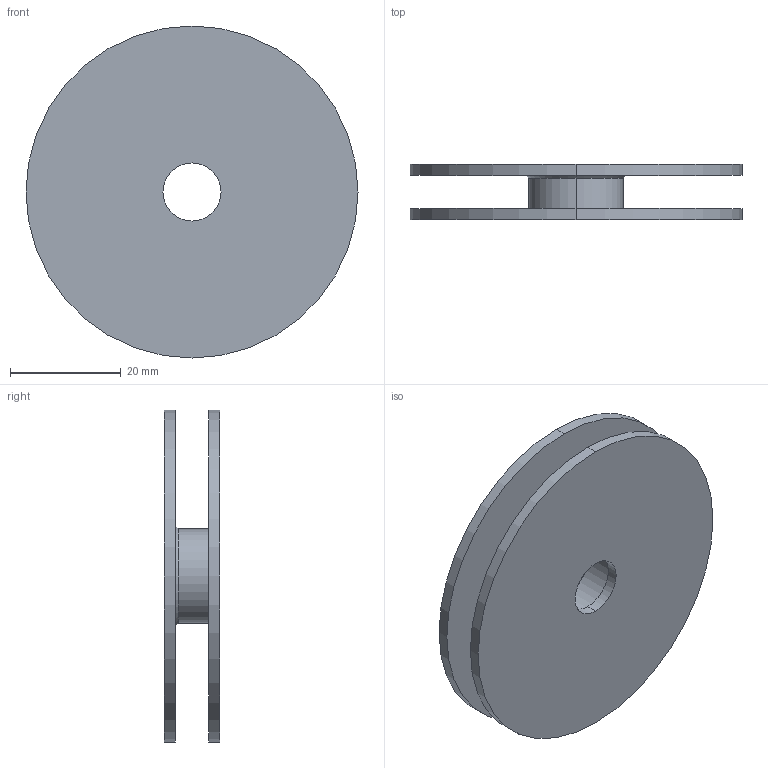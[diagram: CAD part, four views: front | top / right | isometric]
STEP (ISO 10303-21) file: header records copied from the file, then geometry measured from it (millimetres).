
FILE_DESCRIPTION (( 'STEP AP203' ), '1' );
FILE_NAME ('60240-GU.step', '2020-10-27T13:14:54', ( '' ), ( '' ), 'SwSTEP 2.0', 'SolidWorks 2018', '' );
FILE_SCHEMA (( 'CONFIG_CONTROL_DESIGN' ));
Length unit declared in the file: millimetre
Products named in the file (5): 60240-GU Teil1; 60240-GU; 60240-GU Teil2; 60240-GU Teil1_60240-GU Teil1; 60240-GU Teil2_60240-GU Teil2
Assembly tree (2 placements, depth 2):
  60240-GU Teil1
  60240-GU
    60240-GU Teil1_60240-GU Teil1
    60240-GU Teil2_60240-GU Teil2
  60240-GU Teil2
Bounding box: 60 x 10 x 60 mm (x, y, z)
Volume: 11217.9 mm3; surface area: 12316.8 mm2
Topology: 2 solids, 2 shells, 229 faces, 599 edges, 398 vertices
Faces by surface type: plane 118, bspline 97, cylinder 10, cone 4
Entity records: 13020 total; most frequent: CARTESIAN_POINT 7561, ORIENTED_EDGE 1198, DIRECTION 705, EDGE_CURVE 599, VERTEX_POINT 398, LINE 381, VECTOR 381, EDGE_LOOP 257
